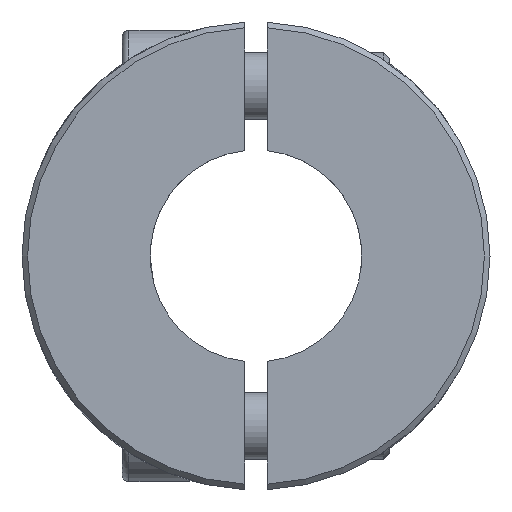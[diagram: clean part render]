
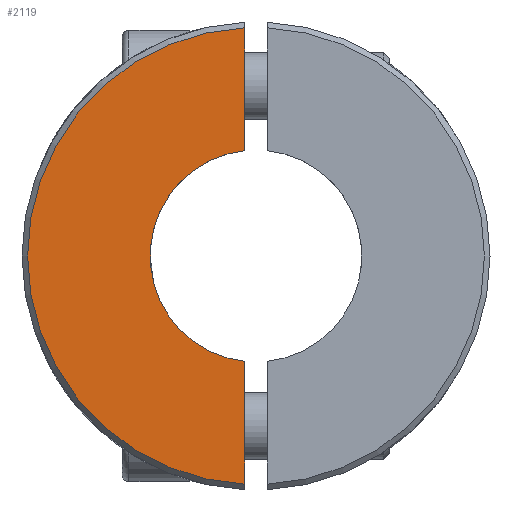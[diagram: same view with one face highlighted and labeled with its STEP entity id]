
A CAD part, left-side view. The second image highlights one B-rep face of the part: STEP entity #2119.
In plain terms, the highlighted planar face has unit normal (-1, 0, 0).
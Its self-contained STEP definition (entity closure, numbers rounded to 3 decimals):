
#343 = CIRCLE ( 'NONE', #9819, 20.5 ) ;
#929 = PLANE ( 'NONE',  #2336 ) ;
#1992 = CARTESIAN_POINT ( 'NONE',  ( -32.5, 1., -20.476 ) ) ;
#2119 = ADVANCED_FACE ( 'NONE', ( #3125 ), #929, .F. ) ;
#2141 = DIRECTION ( 'NONE',  ( -1., 0., 0. ) ) ;
#2336 = AXIS2_PLACEMENT_3D ( 'NONE', #4316, #4119, #5152 ) ;
#3125 = FACE_OUTER_BOUND ( 'NONE', #4535, .T. ) ;
#3250 = LINE ( 'NONE', #5270, #6767 ) ;
#3504 = ORIENTED_EDGE ( 'NONE', *, *, #11926, .T. ) ;
#3704 = ORIENTED_EDGE ( 'NONE', *, *, #7337, .T. ) ;
#3726 = CARTESIAN_POINT ( 'NONE',  ( -32.5, 1., -9.447 ) ) ;
#3875 = CIRCLE ( 'NONE', #5393, 9.5 ) ;
#4016 = CARTESIAN_POINT ( 'NONE',  ( -32.5, 1., 9.447 ) ) ;
#4119 = DIRECTION ( 'NONE',  ( 1., 0., 0. ) ) ;
#4316 = CARTESIAN_POINT ( 'NONE',  ( -32.5, 9.5, 0. ) ) ;
#4389 = DIRECTION ( 'NONE',  ( -1., 0., 0. ) ) ;
#4535 = EDGE_LOOP ( 'NONE', ( #3704, #7579, #3504, #6784 ) ) ;
#4784 = VERTEX_POINT ( 'NONE', #1992 ) ;
#5152 = DIRECTION ( 'NONE',  ( 0., 0., -1. ) ) ;
#5270 = CARTESIAN_POINT ( 'NONE',  ( -32.5, 1., -21. ) ) ;
#5393 = AXIS2_PLACEMENT_3D ( 'NONE', #13122, #4389, #8727 ) ;
#6299 = VERTEX_POINT ( 'NONE', #12716 ) ;
#6316 = VECTOR ( 'NONE', #8238, 1000. ) ;
#6346 = DIRECTION ( 'NONE',  ( 0., 0., -1. ) ) ;
#6767 = VECTOR ( 'NONE', #10788, 1000. ) ;
#6784 = ORIENTED_EDGE ( 'NONE', *, *, #10691, .F. ) ;
#7337 = EDGE_CURVE ( 'NONE', #7559, #6299, #13604, .T. ) ;
#7559 = VERTEX_POINT ( 'NONE', #4016 ) ;
#7579 = ORIENTED_EDGE ( 'NONE', *, *, #11142, .T. ) ;
#8238 = DIRECTION ( 'NONE',  ( 0., 0., 1. ) ) ;
#8287 = VERTEX_POINT ( 'NONE', #3726 ) ;
#8727 = DIRECTION ( 'NONE',  ( 0., 0., 1. ) ) ;
#9819 = AXIS2_PLACEMENT_3D ( 'NONE', #11633, #2141, #6346 ) ;
#10691 = EDGE_CURVE ( 'NONE', #7559, #8287, #3875, .T. ) ;
#10788 = DIRECTION ( 'NONE',  ( 0., 0., 1. ) ) ;
#11142 = EDGE_CURVE ( 'NONE', #6299, #4784, #343, .T. ) ;
#11434 = CARTESIAN_POINT ( 'NONE',  ( -32.5, 1., -15.5 ) ) ;
#11633 = CARTESIAN_POINT ( 'NONE',  ( -32.5, 0., 0. ) ) ;
#11926 = EDGE_CURVE ( 'NONE', #4784, #8287, #3250, .T. ) ;
#12716 = CARTESIAN_POINT ( 'NONE',  ( -32.5, 1., 20.476 ) ) ;
#13122 = CARTESIAN_POINT ( 'NONE',  ( -32.5, 0., 0. ) ) ;
#13604 = LINE ( 'NONE', #11434, #6316 ) ;
